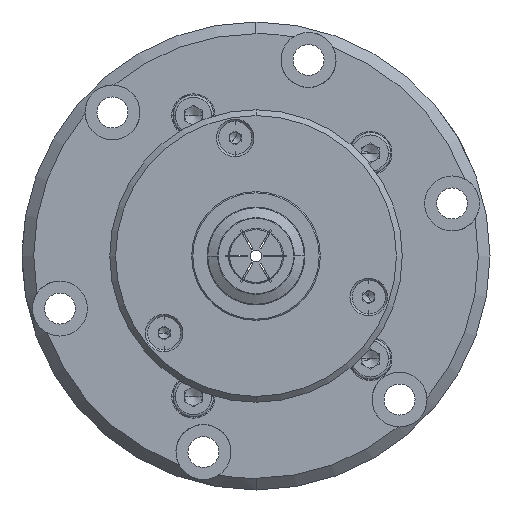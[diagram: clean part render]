
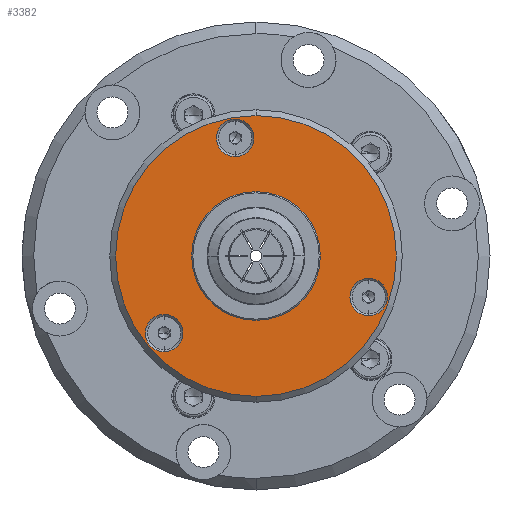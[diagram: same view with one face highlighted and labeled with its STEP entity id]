
A CAD part, left-side view. The second image highlights one B-rep face of the part: STEP entity #3382.
In plain terms, the highlighted planar face has unit normal (-1, 0, 0).
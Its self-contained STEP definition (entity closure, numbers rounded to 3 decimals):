
#3190 = EDGE_CURVE ( 'NONE', #3191, #3192, #15563, .T. ) ;
#3191 = VERTEX_POINT ( 'NONE', #15559 ) ;
#3192 = VERTEX_POINT ( 'NONE', #15558 ) ;
#3237 = EDGE_CURVE ( 'NONE', #3272, #3238, #15904, .T. ) ;
#3238 = VERTEX_POINT ( 'NONE', #15986 ) ;
#3253 = VERTEX_POINT ( 'NONE', #15901 ) ;
#3256 = EDGE_CURVE ( 'NONE', #3340, #3257, #15886, .T. ) ;
#3257 = VERTEX_POINT ( 'NONE', #15878 ) ;
#3272 = VERTEX_POINT ( 'NONE', #15784 ) ;
#3310 = EDGE_LOOP ( 'NONE', ( #3381, #3373 ) ) ;
#3317 = EDGE_CURVE ( 'NONE', #3192, #3191, #16042, .T. ) ;
#3320 = VERTEX_POINT ( 'NONE', #16109 ) ;
#3329 = EDGE_CURVE ( 'NONE', #3320, #3253, #16134, .T. ) ;
#3340 = VERTEX_POINT ( 'NONE', #16159 ) ;
#3341 = EDGE_CURVE ( 'NONE', #3253, #3320, #16163, .T. ) ;
#3373 = ORIENTED_EDGE ( 'NONE', *, *, #3256, .F. ) ;
#3374 = EDGE_LOOP ( 'NONE', ( #3375, #3398 ) ) ;
#3375 = ORIENTED_EDGE ( 'NONE', *, *, #3329, .F. ) ;
#3376 = EDGE_CURVE ( 'NONE', #3396, #3400, #16205, .T. ) ;
#3380 = ORIENTED_EDGE ( 'NONE', *, *, #3237, .F. ) ;
#3381 = ORIENTED_EDGE ( 'NONE', *, *, #3388, .F. ) ;
#3382 = ADVANCED_FACE ( 'NONE', ( #16223, #16222, #16189, #16188, #16187 ), #16247, .T. ) ;
#3383 = EDGE_LOOP ( 'NONE', ( #3384, #3391 ) ) ;
#3384 = ORIENTED_EDGE ( 'NONE', *, *, #3317, .T. ) ;
#3388 = EDGE_CURVE ( 'NONE', #3257, #3340, #16252, .T. ) ;
#3391 = ORIENTED_EDGE ( 'NONE', *, *, #3190, .T. ) ;
#3392 = EDGE_LOOP ( 'NONE', ( #3407, #3380 ) ) ;
#3394 = ORIENTED_EDGE ( 'NONE', *, *, #3395, .T. ) ;
#3395 = EDGE_CURVE ( 'NONE', #3400, #3396, #16260, .T. ) ;
#3396 = VERTEX_POINT ( 'NONE', #16255 ) ;
#3397 = ORIENTED_EDGE ( 'NONE', *, *, #3376, .T. ) ;
#3398 = ORIENTED_EDGE ( 'NONE', *, *, #3341, .F. ) ;
#3399 = EDGE_LOOP ( 'NONE', ( #3394, #3397 ) ) ;
#3400 = VERTEX_POINT ( 'NONE', #16254 ) ;
#3407 = ORIENTED_EDGE ( 'NONE', *, *, #3408, .F. ) ;
#3408 = EDGE_CURVE ( 'NONE', #3238, #3272, #16286, .T. ) ;
#15517 = CARTESIAN_POINT ( 'NONE',  ( -12.2, 0., 0. ) ) ;
#15558 = CARTESIAN_POINT ( 'NONE',  ( -12.2, 0., -24. ) ) ;
#15559 = CARTESIAN_POINT ( 'NONE',  ( -12.2, 0., 24. ) ) ;
#15560 = DIRECTION ( 'NONE',  ( 0., 0., 1. ) ) ;
#15561 = DIRECTION ( 'NONE',  ( -1., 0., 0. ) ) ;
#15562 = AXIS2_PLACEMENT_3D ( 'NONE', #15517, #15561, #15560 ) ;
#15563 = CIRCLE ( 'NONE', #15562, 24. ) ;
#15784 = CARTESIAN_POINT ( 'NONE',  ( -12.2, 3.56, 16.989 ) ) ;
#15878 = CARTESIAN_POINT ( 'NONE',  ( -12.2, -19.264, -3.811 ) ) ;
#15879 = DIRECTION ( 'NONE',  ( 0., 0., 1. ) ) ;
#15881 = DIRECTION ( 'NONE',  ( -1., 0., 0. ) ) ;
#15882 = CARTESIAN_POINT ( 'NONE',  ( -12.2, -19.264, -7.011 ) ) ;
#15884 = AXIS2_PLACEMENT_3D ( 'NONE', #15882, #15881, #15879 ) ;
#15886 = CIRCLE ( 'NONE', #15884, 3.2 ) ;
#15901 = CARTESIAN_POINT ( 'NONE',  ( -12.2, 15.704, -16.377 ) ) ;
#15904 = CIRCLE ( 'NONE', #15976, 3.2 ) ;
#15972 = DIRECTION ( 'NONE',  ( -1., 0., 0. ) ) ;
#15975 = CARTESIAN_POINT ( 'NONE',  ( -12.2, 3.56, 20.189 ) ) ;
#15976 = AXIS2_PLACEMENT_3D ( 'NONE', #15975, #15972, #15987 ) ;
#15986 = CARTESIAN_POINT ( 'NONE',  ( -12.2, 3.56, 23.389 ) ) ;
#15987 = DIRECTION ( 'NONE',  ( 0., 0., 1. ) ) ;
#16038 = DIRECTION ( 'NONE',  ( 0., 0., 1. ) ) ;
#16039 = DIRECTION ( 'NONE',  ( -1., 0., 0. ) ) ;
#16040 = CARTESIAN_POINT ( 'NONE',  ( -12.2, 0., 0. ) ) ;
#16041 = AXIS2_PLACEMENT_3D ( 'NONE', #16040, #16039, #16038 ) ;
#16042 = CIRCLE ( 'NONE', #16041, 24. ) ;
#16077 = DIRECTION ( 'NONE',  ( 0., 0., 1. ) ) ;
#16109 = CARTESIAN_POINT ( 'NONE',  ( -12.2, 15.704, -9.977 ) ) ;
#16129 = CARTESIAN_POINT ( 'NONE',  ( -12.2, 15.704, -13.177 ) ) ;
#16132 = DIRECTION ( 'NONE',  ( -1., 0., 0. ) ) ;
#16133 = AXIS2_PLACEMENT_3D ( 'NONE', #16129, #16132, #16077 ) ;
#16134 = CIRCLE ( 'NONE', #16133, 3.2 ) ;
#16153 = CARTESIAN_POINT ( 'NONE',  ( -12.2, 15.704, -13.177 ) ) ;
#16159 = CARTESIAN_POINT ( 'NONE',  ( -12.2, -19.264, -10.211 ) ) ;
#16160 = DIRECTION ( 'NONE',  ( 0., 0., 1. ) ) ;
#16161 = DIRECTION ( 'NONE',  ( -1., 0., 0. ) ) ;
#16162 = AXIS2_PLACEMENT_3D ( 'NONE', #16153, #16161, #16160 ) ;
#16163 = CIRCLE ( 'NONE', #16162, 3.2 ) ;
#16187 = FACE_BOUND ( 'NONE', #3399, .T. ) ;
#16188 = FACE_BOUND ( 'NONE', #3374, .T. ) ;
#16189 = FACE_BOUND ( 'NONE', #3310, .T. ) ;
#16204 = AXIS2_PLACEMENT_3D ( 'NONE', #16215, #16214, #16213 ) ;
#16205 = CIRCLE ( 'NONE', #16204, 9.8 ) ;
#16213 = DIRECTION ( 'NONE',  ( 0., 0., -1. ) ) ;
#16214 = DIRECTION ( 'NONE',  ( 1., 0., 0. ) ) ;
#16215 = CARTESIAN_POINT ( 'NONE',  ( -12.2, 0., 0. ) ) ;
#16222 = FACE_BOUND ( 'NONE', #3392, .T. ) ;
#16223 = FACE_OUTER_BOUND ( 'NONE', #3383, .T. ) ;
#16246 = AXIS2_PLACEMENT_3D ( 'NONE', #16250, #16249, #16248 ) ;
#16247 = PLANE ( 'NONE',  #16246 ) ;
#16248 = DIRECTION ( 'NONE',  ( 0., 0., 1. ) ) ;
#16249 = DIRECTION ( 'NONE',  ( -1., 0., 0. ) ) ;
#16250 = CARTESIAN_POINT ( 'NONE',  ( -12.2, 25., 0. ) ) ;
#16251 = AXIS2_PLACEMENT_3D ( 'NONE', #16262, #16265, #16264 ) ;
#16252 = CIRCLE ( 'NONE', #16251, 3.2 ) ;
#16254 = CARTESIAN_POINT ( 'NONE',  ( -12.2, 0., -9.8 ) ) ;
#16255 = CARTESIAN_POINT ( 'NONE',  ( -12.2, 0., 9.8 ) ) ;
#16256 = DIRECTION ( 'NONE',  ( 0., 0., -1. ) ) ;
#16257 = DIRECTION ( 'NONE',  ( 1., 0., 0. ) ) ;
#16258 = CARTESIAN_POINT ( 'NONE',  ( -12.2, 0., 0. ) ) ;
#16259 = AXIS2_PLACEMENT_3D ( 'NONE', #16258, #16257, #16256 ) ;
#16260 = CIRCLE ( 'NONE', #16259, 9.8 ) ;
#16262 = CARTESIAN_POINT ( 'NONE',  ( -12.2, -19.264, -7.011 ) ) ;
#16264 = DIRECTION ( 'NONE',  ( 0., 0., 1. ) ) ;
#16265 = DIRECTION ( 'NONE',  ( -1., 0., 0. ) ) ;
#16282 = DIRECTION ( 'NONE',  ( 0., 0., 1. ) ) ;
#16283 = DIRECTION ( 'NONE',  ( -1., 0., 0. ) ) ;
#16284 = CARTESIAN_POINT ( 'NONE',  ( -12.2, 3.56, 20.189 ) ) ;
#16285 = AXIS2_PLACEMENT_3D ( 'NONE', #16284, #16283, #16282 ) ;
#16286 = CIRCLE ( 'NONE', #16285, 3.2 ) ;
